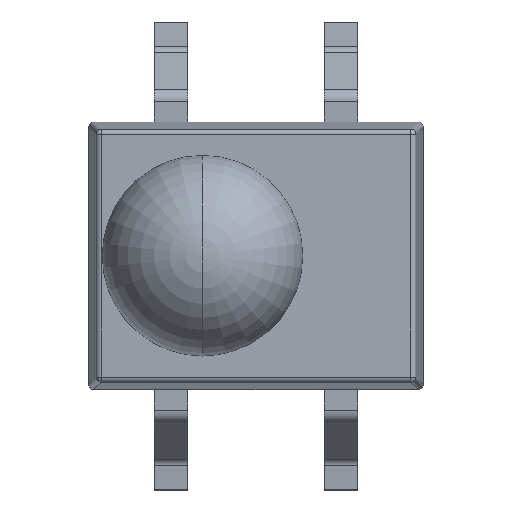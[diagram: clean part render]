
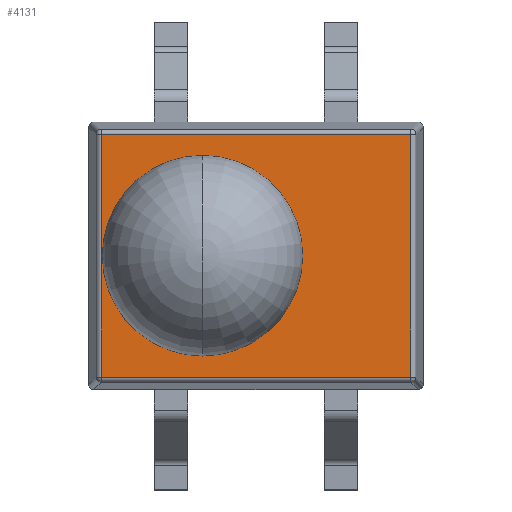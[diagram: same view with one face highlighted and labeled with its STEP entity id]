
A CAD part, top view. The second image highlights one B-rep face of the part: STEP entity #4131.
In plain terms, the highlighted planar face has unit normal (0, 0, 1).
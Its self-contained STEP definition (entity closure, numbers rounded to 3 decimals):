
#173 = AXIS2_PLACEMENT_3D ( 'NONE', #887, #1161, #3451 ) ;
#221 = VERTEX_POINT ( 'NONE', #2050 ) ;
#223 = VECTOR ( 'NONE', #1546, 1000. ) ;
#225 = CARTESIAN_POINT ( 'NONE',  ( -2.317, -1.884, 1.2 ) ) ;
#249 = LINE ( 'NONE', #1522, #4090 ) ;
#495 = EDGE_LOOP ( 'NONE', ( #3325, #2694 ) ) ;
#595 = VERTEX_POINT ( 'NONE', #819 ) ;
#633 = DIRECTION ( 'NONE',  ( 1., 0., 0. ) ) ;
#697 = CARTESIAN_POINT ( 'NONE',  ( 2.317, 1.884, 1.2 ) ) ;
#719 = EDGE_LOOP ( 'NONE', ( #1085, #1204, #4021, #3327 ) ) ;
#819 = CARTESIAN_POINT ( 'NONE',  ( -2.317, -1.817, 1.2 ) ) ;
#887 = CARTESIAN_POINT ( 'NONE',  ( 0., 0., 1.2 ) ) ;
#1085 = ORIENTED_EDGE ( 'NONE', *, *, #2418, .T. ) ;
#1161 = DIRECTION ( 'NONE',  ( 0., 0., 1. ) ) ;
#1204 = ORIENTED_EDGE ( 'NONE', *, *, #2950, .T. ) ;
#1231 = LINE ( 'NONE', #4138, #3224 ) ;
#1250 = DIRECTION ( 'NONE',  ( 0., 0., 1. ) ) ;
#1377 = EDGE_CURVE ( 'NONE', #2998, #2408, #1664, .T. ) ;
#1434 = EDGE_CURVE ( 'NONE', #3725, #3869, #1680, .T. ) ;
#1522 = CARTESIAN_POINT ( 'NONE',  ( 2.384, -1.817, 1.2 ) ) ;
#1529 = CARTESIAN_POINT ( 'NONE',  ( -0.8, 0., 1.2 ) ) ;
#1546 = DIRECTION ( 'NONE',  ( 0., -1., 0. ) ) ;
#1583 = DIRECTION ( 'NONE',  ( -1., 0., 0. ) ) ;
#1664 = CIRCLE ( 'NONE', #4075, 1.5 ) ;
#1680 = LINE ( 'NONE', #697, #3012 ) ;
#1835 = DIRECTION ( 'NONE',  ( 1., 0., 0. ) ) ;
#1850 = CARTESIAN_POINT ( 'NONE',  ( -0.8, 1.5, 1.2 ) ) ;
#1851 = FACE_OUTER_BOUND ( 'NONE', #719, .T. ) ;
#1855 = DIRECTION ( 'NONE',  ( 0., 0., 1. ) ) ;
#2009 = AXIS2_PLACEMENT_3D ( 'NONE', #1529, #1250, #633 ) ;
#2050 = CARTESIAN_POINT ( 'NONE',  ( -2.317, 1.817, 1.2 ) ) ;
#2130 = LINE ( 'NONE', #225, #223 ) ;
#2184 = CARTESIAN_POINT ( 'NONE',  ( -0.8, 0., 1.2 ) ) ;
#2199 = FACE_BOUND ( 'NONE', #495, .T. ) ;
#2408 = VERTEX_POINT ( 'NONE', #2763 ) ;
#2418 = EDGE_CURVE ( 'NONE', #3869, #221, #1231, .T. ) ;
#2447 = PLANE ( 'NONE',  #173 ) ;
#2456 = EDGE_CURVE ( 'NONE', #2408, #2998, #3431, .T. ) ;
#2694 = ORIENTED_EDGE ( 'NONE', *, *, #2456, .F. ) ;
#2698 = CARTESIAN_POINT ( 'NONE',  ( 2.317, 1.817, 1.2 ) ) ;
#2763 = CARTESIAN_POINT ( 'NONE',  ( -0.8, -1.5, 1.2 ) ) ;
#2796 = EDGE_CURVE ( 'NONE', #595, #3725, #249, .T. ) ;
#2804 = DIRECTION ( 'NONE',  ( 1., 0., 0. ) ) ;
#2950 = EDGE_CURVE ( 'NONE', #221, #595, #2130, .T. ) ;
#2998 = VERTEX_POINT ( 'NONE', #1850 ) ;
#3012 = VECTOR ( 'NONE', #3607, 1000. ) ;
#3065 = CARTESIAN_POINT ( 'NONE',  ( 2.317, -1.817, 1.2 ) ) ;
#3224 = VECTOR ( 'NONE', #1583, 1000. ) ;
#3325 = ORIENTED_EDGE ( 'NONE', *, *, #1377, .F. ) ;
#3327 = ORIENTED_EDGE ( 'NONE', *, *, #1434, .T. ) ;
#3431 = CIRCLE ( 'NONE', #2009, 1.5 ) ;
#3451 = DIRECTION ( 'NONE',  ( 1., 0., 0. ) ) ;
#3607 = DIRECTION ( 'NONE',  ( 0., 1., 0. ) ) ;
#3725 = VERTEX_POINT ( 'NONE', #3065 ) ;
#3869 = VERTEX_POINT ( 'NONE', #2698 ) ;
#4021 = ORIENTED_EDGE ( 'NONE', *, *, #2796, .T. ) ;
#4075 = AXIS2_PLACEMENT_3D ( 'NONE', #2184, #1855, #1835 ) ;
#4090 = VECTOR ( 'NONE', #2804, 1000. ) ;
#4131 = ADVANCED_FACE ( 'NONE', ( #2199, #1851 ), #2447, .T. ) ;
#4138 = CARTESIAN_POINT ( 'NONE',  ( -2.384, 1.817, 1.2 ) ) ;
